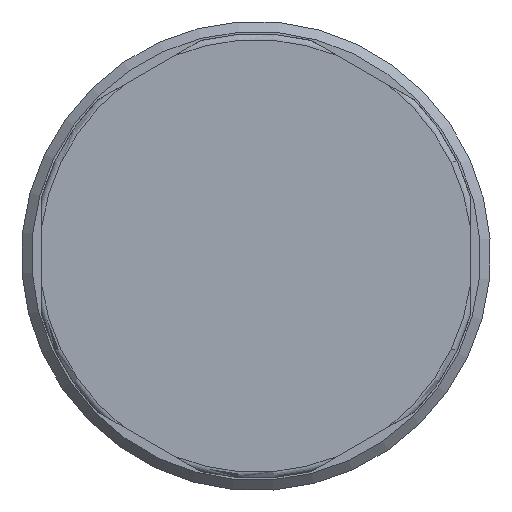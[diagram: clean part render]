
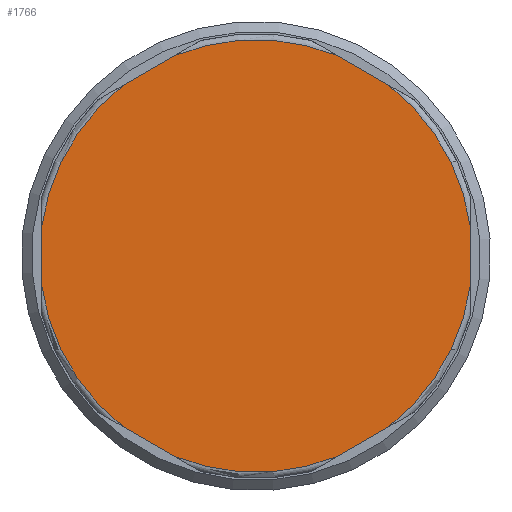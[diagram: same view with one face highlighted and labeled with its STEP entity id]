
A CAD part, left-side view. The second image highlights one B-rep face of the part: STEP entity #1766.
In plain terms, the highlighted planar face has unit normal (-1, 0, 0).
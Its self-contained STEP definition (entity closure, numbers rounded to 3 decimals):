
#1202=CARTESIAN_POINT('',(0.0,3.992,-9.82));
#1203=VERTEX_POINT('',#1202);
#1219=CARTESIAN_POINT('',(0.0,6.508,-8.367));
#1220=VERTEX_POINT('',#1219);
#1221=CARTESIAN_POINT('',(0.0,6.508,-8.367));
#1222=DIRECTION('',(0.0,-0.866,-0.5));
#1223=VECTOR('',#1222,2.905);
#1224=LINE('',#1221,#1223);
#1225=EDGE_CURVE('',#1220,#1203,#1224,.T.);
#1310=CARTESIAN_POINT('',(0.0,-6.508,-8.367));
#1311=VERTEX_POINT('',#1310);
#1327=CARTESIAN_POINT('',(0.0,-3.992,-9.82));
#1328=VERTEX_POINT('',#1327);
#1329=CARTESIAN_POINT('',(0.,-3.992,-9.82));
#1330=DIRECTION('',(0.0,-0.866,0.5));
#1331=VECTOR('',#1330,2.905);
#1332=LINE('',#1329,#1331);
#1333=EDGE_CURVE('',#1328,#1311,#1332,.T.);
#1418=CARTESIAN_POINT('',(0.0,-10.5,1.453));
#1419=VERTEX_POINT('',#1418);
#1435=CARTESIAN_POINT('',(0.0,-10.5,-1.453));
#1436=VERTEX_POINT('',#1435);
#1437=CARTESIAN_POINT('',(0.0,-10.5,-1.453));
#1438=DIRECTION('',(0.0,0.0,1.0));
#1439=VECTOR('',#1438,2.905);
#1440=LINE('',#1437,#1439);
#1441=EDGE_CURVE('',#1436,#1419,#1440,.T.);
#1526=CARTESIAN_POINT('',(0.0,-3.992,9.82));
#1527=VERTEX_POINT('',#1526);
#1543=CARTESIAN_POINT('',(0.0,-6.508,8.367));
#1544=VERTEX_POINT('',#1543);
#1545=CARTESIAN_POINT('',(0.,-6.508,8.367));
#1546=DIRECTION('',(0.0,0.866,0.5));
#1547=VECTOR('',#1546,2.905);
#1548=LINE('',#1545,#1547);
#1549=EDGE_CURVE('',#1544,#1527,#1548,.T.);
#1634=CARTESIAN_POINT('',(0.0,6.508,8.367));
#1635=VERTEX_POINT('',#1634);
#1651=CARTESIAN_POINT('',(0.0,3.992,9.82));
#1652=VERTEX_POINT('',#1651);
#1653=CARTESIAN_POINT('',(0.0,3.992,9.82));
#1654=DIRECTION('',(0.0,0.866,-0.5));
#1655=VECTOR('',#1654,2.905);
#1656=LINE('',#1653,#1655);
#1657=EDGE_CURVE('',#1652,#1635,#1656,.T.);
#1702=CARTESIAN_POINT('',(0.0,9.2,0.0));
#1703=DIRECTION('',(-1.0,0.0,0.0));
#1704=DIRECTION('',(0.0,0.0,1.0));
#1705=AXIS2_PLACEMENT_3D('',#1702,#1703,#1704);
#1706=PLANE('',#1705);
#1707=ORIENTED_EDGE('',*,*,#1225,.T.);
#1708=CARTESIAN_POINT('',(0.0,0.0,0.0));
#1709=DIRECTION('',(1.0,0.0,0.0));
#1710=DIRECTION('',(0.0,-1.0,0.0));
#1711=AXIS2_PLACEMENT_3D('',#1708,#1709,#1710);
#1712=CIRCLE('',#1711,10.6);
#1713=EDGE_CURVE('',#1328,#1203,#1712,.T.);
#1714=ORIENTED_EDGE('',*,*,#1713,.F.);
#1715=ORIENTED_EDGE('',*,*,#1333,.T.);
#1716=CARTESIAN_POINT('',(0.0,0.0,0.0));
#1717=DIRECTION('',(1.0,0.0,0.0));
#1718=DIRECTION('',(0.0,-1.0,0.0));
#1719=AXIS2_PLACEMENT_3D('',#1716,#1717,#1718);
#1720=CIRCLE('',#1719,10.6);
#1721=EDGE_CURVE('',#1436,#1311,#1720,.T.);
#1722=ORIENTED_EDGE('',*,*,#1721,.F.);
#1723=ORIENTED_EDGE('',*,*,#1441,.T.);
#1724=CARTESIAN_POINT('',(0.0,0.0,0.0));
#1725=DIRECTION('',(1.0,0.0,0.0));
#1726=DIRECTION('',(0.0,-1.0,0.0));
#1727=AXIS2_PLACEMENT_3D('',#1724,#1725,#1726);
#1728=CIRCLE('',#1727,10.6);
#1729=EDGE_CURVE('',#1544,#1419,#1728,.T.);
#1730=ORIENTED_EDGE('',*,*,#1729,.F.);
#1731=ORIENTED_EDGE('',*,*,#1549,.T.);
#1732=CARTESIAN_POINT('',(0.0,0.0,0.0));
#1733=DIRECTION('',(1.0,0.0,0.0));
#1734=DIRECTION('',(0.0,-1.0,0.0));
#1735=AXIS2_PLACEMENT_3D('',#1732,#1733,#1734);
#1736=CIRCLE('',#1735,10.6);
#1737=EDGE_CURVE('',#1652,#1527,#1736,.T.);
#1738=ORIENTED_EDGE('',*,*,#1737,.F.);
#1739=ORIENTED_EDGE('',*,*,#1657,.T.);
#1740=CARTESIAN_POINT('',(0.0,10.5,1.453));
#1741=VERTEX_POINT('',#1740);
#1742=CARTESIAN_POINT('',(0.0,0.0,0.0));
#1743=DIRECTION('',(1.0,0.0,0.0));
#1744=DIRECTION('',(0.0,-1.0,0.0));
#1745=AXIS2_PLACEMENT_3D('',#1742,#1743,#1744);
#1746=CIRCLE('',#1745,10.6);
#1747=EDGE_CURVE('',#1741,#1635,#1746,.T.);
#1748=ORIENTED_EDGE('',*,*,#1747,.F.);
#1749=CARTESIAN_POINT('',(0.0,10.5,-1.453));
#1750=VERTEX_POINT('',#1749);
#1751=CARTESIAN_POINT('',(0.0,10.5,1.453));
#1752=DIRECTION('',(0.0,0.0,-1.0));
#1753=VECTOR('',#1752,2.905);
#1754=LINE('',#1751,#1753);
#1755=EDGE_CURVE('',#1741,#1750,#1754,.T.);
#1756=ORIENTED_EDGE('',*,*,#1755,.T.);
#1757=CARTESIAN_POINT('',(0.0,0.0,0.0));
#1758=DIRECTION('',(1.0,0.0,0.0));
#1759=DIRECTION('',(0.0,-1.0,0.0));
#1760=AXIS2_PLACEMENT_3D('',#1757,#1758,#1759);
#1761=CIRCLE('',#1760,10.6);
#1762=EDGE_CURVE('',#1220,#1750,#1761,.T.);
#1763=ORIENTED_EDGE('',*,*,#1762,.F.);
#1764=EDGE_LOOP('',(#1707,#1714,#1715,#1722,#1723,#1730,#1731,#1738,#1739,#1748,#1756,#1763));
#1765=FACE_OUTER_BOUND('',#1764,.T.);
#1766=ADVANCED_FACE('',(#1765),#1706,.T.);
